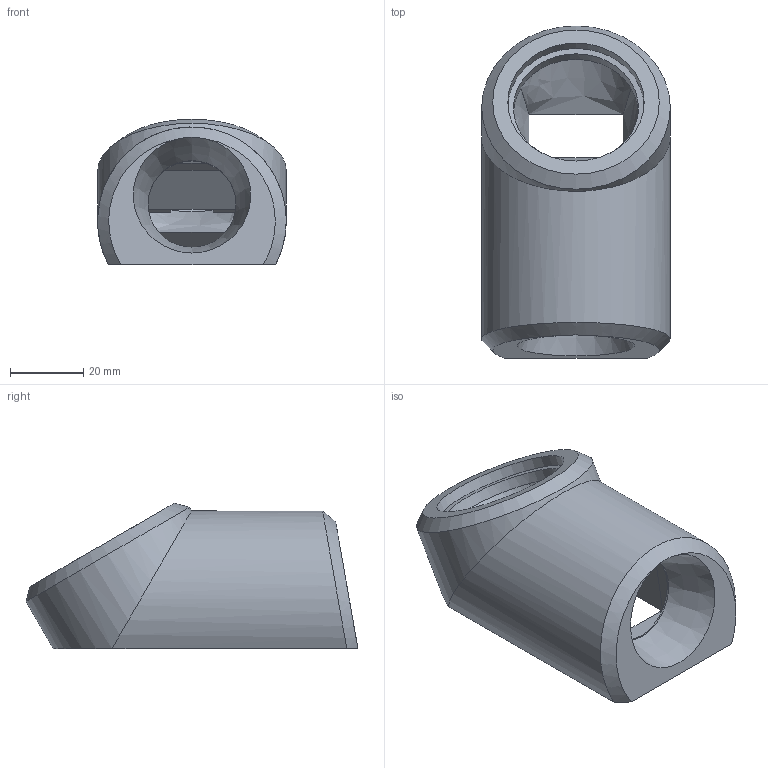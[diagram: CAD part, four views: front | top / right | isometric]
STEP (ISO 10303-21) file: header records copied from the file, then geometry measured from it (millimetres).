
FILE_DESCRIPTION(/* description */ (''),/* implementation_level */ '2;1');
FILE_NAME(/* name */ 'PIR_OLED_Housing.step',/* time_stamp */ '2024-01-18T22:02:59-07:00',/* author */ (''),/* organization */ (''),/* preprocessor_version */ 'ST-DEVELOPER v20',/* originating_system */ 'Autodesk Translation Framework v12.14.0.127',/* authorisation */ '');
FILE_SCHEMA (('AUTOMOTIVE_DESIGN { 1 0 10303 214 3 1 1 }'));
Length unit declared in the file: millimetre
Products named in the file (1): PIR Housing
Bounding box: 51.36 x 90.37 x 39.59 mm (x, y, z)
Volume: 66601.6 mm3; surface area: 19371.3 mm2
Topology: 1 solids, 1 shells, 95 faces, 259 edges, 170 vertices
Faces by surface type: plane 78, cylinder 9, bspline 6, cone 2
Full cylindrical faces by diameter (mm): 3 x3, 24 x1, 34 x1, 37.1 x1, 51.36 x1
Entity records: 3502 total; most frequent: CARTESIAN_POINT 1070, ORIENTED_EDGE 518, DIRECTION 453, EDGE_CURVE 259, LINE 217, VECTOR 217, VERTEX_POINT 170, AXIS2_PLACEMENT_3D 118
